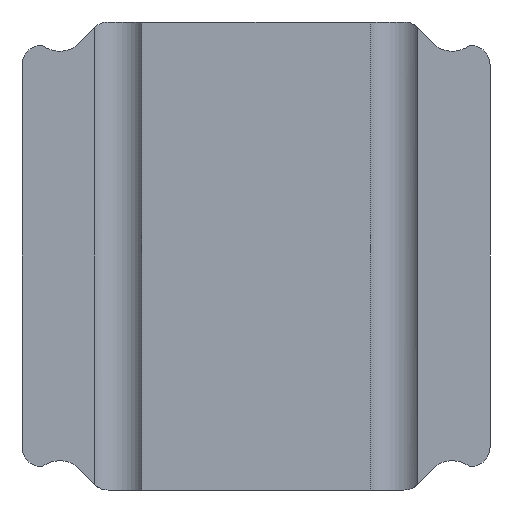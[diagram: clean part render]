
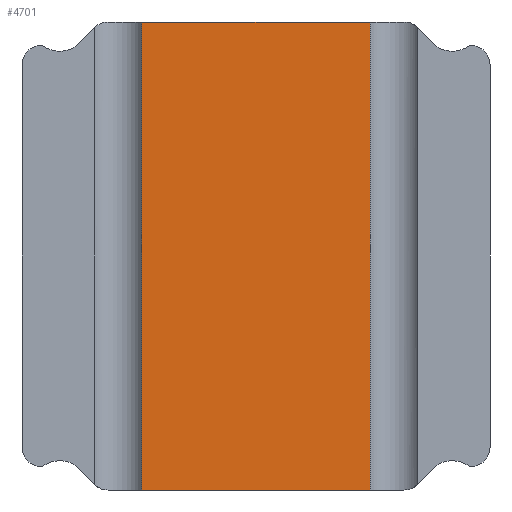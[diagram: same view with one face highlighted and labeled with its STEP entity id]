
A CAD part, front view. The second image highlights one B-rep face of the part: STEP entity #4701.
In plain terms, the highlighted planar face has unit normal (0, -1, 0).
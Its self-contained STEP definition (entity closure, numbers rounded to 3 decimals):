
#1218 = ORIENTED_EDGE ( 'NONE', *, *, #2028, .T. ) ;
#1221 = ORIENTED_EDGE ( 'NONE', *, *, #2014, .F. ) ;
#1286 = ORIENTED_EDGE ( 'NONE', *, *, #2027, .F. ) ;
#1292 = ORIENTED_EDGE ( 'NONE', *, *, #2082, .F. ) ;
#2014 = EDGE_CURVE ( 'NONE', #6723, #4450, #7348, .T. ) ;
#2027 = EDGE_CURVE ( 'NONE', #6703, #6723, #7387, .T. ) ;
#2028 = EDGE_CURVE ( 'NONE', #6692, #4450, #7390, .T. ) ;
#2082 = EDGE_CURVE ( 'NONE', #6692, #6703, #5083, .T. ) ;
#2625 = CARTESIAN_POINT ( 'NONE',  ( 0.587, 0., 1.2 ) ) ;
#2798 = PLANE ( 'NONE',  #4665 ) ;
#2799 = CARTESIAN_POINT ( 'NONE',  ( 0., 0., 0. ) ) ;
#2800 = DIRECTION ( 'NONE',  ( 0., 1., 0. ) ) ;
#2801 = DIRECTION ( 'NONE',  ( 0., 0., 1. ) ) ;
#4266 = CARTESIAN_POINT ( 'NONE',  ( 0.587, 0., -1.2 ) ) ;
#4272 = CARTESIAN_POINT ( 'NONE',  ( -0.587, 0., -1.2 ) ) ;
#4278 = CARTESIAN_POINT ( 'NONE',  ( -0.587, 0., 1.2 ) ) ;
#4450 = VERTEX_POINT ( 'NONE', #2625 ) ;
#4665 = AXIS2_PLACEMENT_3D ( 'NONE', #2799, #2800, #2801 ) ;
#4701 = ADVANCED_FACE ( 'NONE', ( #6370 ), #2798, .F. ) ;
#5083 = LINE ( 'NONE', #5084, #6341 ) ;
#5084 = CARTESIAN_POINT ( 'NONE',  ( -1.2, 0., -1.2 ) ) ;
#5085 = DIRECTION ( 'NONE',  ( -1., 0., 0. ) ) ;
#6341 = VECTOR ( 'NONE', #5085, 1000. ) ;
#6370 = FACE_OUTER_BOUND ( 'NONE', #6668, .T. ) ;
#6668 = EDGE_LOOP ( 'NONE', ( #1292, #1218, #1221, #1286 ) ) ;
#6692 = VERTEX_POINT ( 'NONE', #4266 ) ;
#6703 = VERTEX_POINT ( 'NONE', #4272 ) ;
#6723 = VERTEX_POINT ( 'NONE', #4278 ) ;
#7123 = VECTOR ( 'NONE', #7389, 1000. ) ;
#7132 = VECTOR ( 'NONE', #7392, 1000. ) ;
#7142 = VECTOR ( 'NONE', #7350, 1000. ) ;
#7348 = LINE ( 'NONE', #7349, #7142 ) ;
#7349 = CARTESIAN_POINT ( 'NONE',  ( -1.2, 0., 1.2 ) ) ;
#7350 = DIRECTION ( 'NONE',  ( 1., 0., 0. ) ) ;
#7387 = LINE ( 'NONE', #7388, #7123 ) ;
#7388 = CARTESIAN_POINT ( 'NONE',  ( -0.587, 0., -1.2 ) ) ;
#7389 = DIRECTION ( 'NONE',  ( 0., 0., 1. ) ) ;
#7390 = LINE ( 'NONE', #7391, #7132 ) ;
#7391 = CARTESIAN_POINT ( 'NONE',  ( 0.587, 0., -1.2 ) ) ;
#7392 = DIRECTION ( 'NONE',  ( 0., 0., 1. ) ) ;
